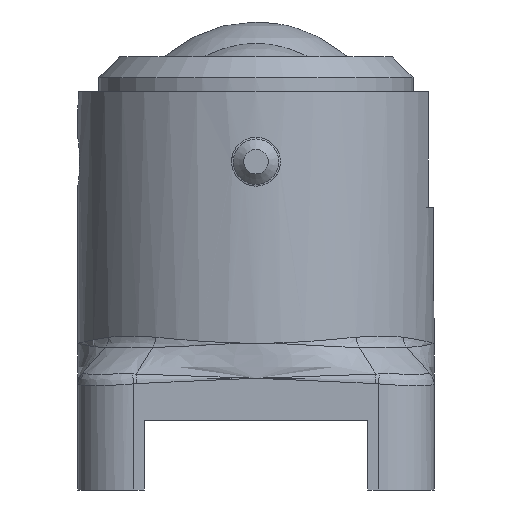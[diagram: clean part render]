
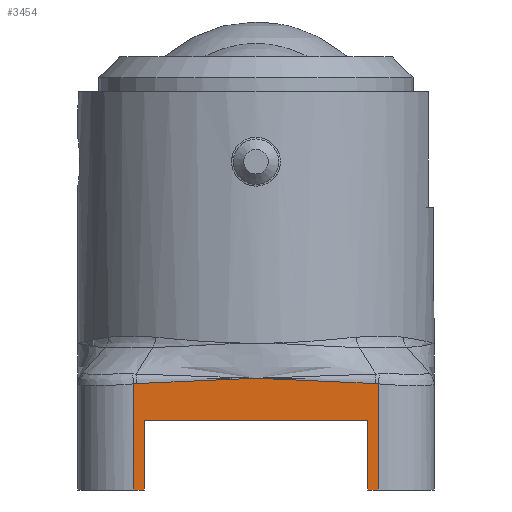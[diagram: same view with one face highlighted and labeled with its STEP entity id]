
A CAD part, left-side view. The second image highlights one B-rep face of the part: STEP entity #3454.
In plain terms, the highlighted planar face has unit normal (-1, 0, 0).
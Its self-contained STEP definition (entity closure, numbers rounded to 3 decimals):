
#2960=CARTESIAN_POINT('',(-25.5,-16.,0.0));
#2961=VERTEX_POINT('',#2960);
#2968=CARTESIAN_POINT('',(-25.5,-16.,10.));
#2969=VERTEX_POINT('',#2968);
#2970=CARTESIAN_POINT('',(-25.5,-16.,10.));
#2971=DIRECTION('',(0.0,0.0,-1.0));
#2972=VECTOR('',#2971,10.);
#2973=LINE('',#2970,#2972);
#2974=EDGE_CURVE('',#2969,#2961,#2973,.T.);
#3000=CARTESIAN_POINT('',(-25.5,16.0,10.));
#3001=VERTEX_POINT('',#3000);
#3008=CARTESIAN_POINT('',(-25.5,16.,0.0));
#3009=VERTEX_POINT('',#3008);
#3010=CARTESIAN_POINT('',(-25.5,16.,0.0));
#3011=DIRECTION('',(0.0,0.0,1.0));
#3012=VECTOR('',#3011,10.);
#3013=LINE('',#3010,#3012);
#3014=EDGE_CURVE('',#3009,#3001,#3013,.T.);
#3037=CARTESIAN_POINT('',(-25.5,16.0,10.));
#3038=DIRECTION('',(0.0,-1.0,0.0));
#3039=VECTOR('',#3038,32.0);
#3040=LINE('',#3037,#3039);
#3041=EDGE_CURVE('',#3001,#2969,#3040,.T.);
#3259=CARTESIAN_POINT('',(-25.5,-17.5,0.0));
#3260=VERTEX_POINT('',#3259);
#3268=CARTESIAN_POINT('',(-25.5,-16.,0.0));
#3269=DIRECTION('',(0.0,-1.0,0.0));
#3270=VECTOR('',#3269,1.5);
#3271=LINE('',#3268,#3270);
#3272=EDGE_CURVE('',#2961,#3260,#3271,.T.);
#3283=CARTESIAN_POINT('',(-25.5,17.5,0.0));
#3284=VERTEX_POINT('',#3283);
#3285=CARTESIAN_POINT('',(-25.5,17.5,0.0));
#3286=DIRECTION('',(0.0,-1.0,0.0));
#3287=VECTOR('',#3286,1.5);
#3288=LINE('',#3285,#3287);
#3289=EDGE_CURVE('',#3284,#3009,#3288,.T.);
#3342=CARTESIAN_POINT('',(-25.5,-17.5,0.0));
#3343=DIRECTION('',(-1.0,0.0,0.0));
#3344=DIRECTION('',(0.0,0.0,1.0));
#3345=AXIS2_PLACEMENT_3D('',#3342,#3343,#3344);
#3346=PLANE('',#3345);
#3347=ORIENTED_EDGE('',*,*,#3014,.T.);
#3348=ORIENTED_EDGE('',*,*,#3041,.T.);
#3349=ORIENTED_EDGE('',*,*,#2974,.T.);
#3350=ORIENTED_EDGE('',*,*,#3272,.T.);
#3351=CARTESIAN_POINT('',(-25.5,-17.5,15.198));
#3352=VERTEX_POINT('',#3351);
#3353=CARTESIAN_POINT('',(-25.5,-17.5,0.0));
#3354=DIRECTION('',(0.0,0.0,1.0));
#3355=VECTOR('',#3354,15.198);
#3356=LINE('',#3353,#3355);
#3357=EDGE_CURVE('',#3260,#3352,#3356,.T.);
#3358=ORIENTED_EDGE('',*,*,#3357,.T.);
#3359=CARTESIAN_POINT('',(-25.5,-17.056,15.238));
#3360=VERTEX_POINT('',#3359);
#3361=CARTESIAN_POINT('',(-25.5,-17.056,15.238));
#3362=CARTESIAN_POINT('',(-25.5,-17.204,15.23));
#3363=CARTESIAN_POINT('',(-25.5,-17.352,15.216));
#3364=CARTESIAN_POINT('',(-25.5,-17.5,15.198));
#3365=B_SPLINE_CURVE_WITH_KNOTS('',3,(#3361,#3362,#3363,#3364),.UNSPECIFIED.,.F.,.U.,(4,4),(0.,0.045),.UNSPECIFIED.);
#3366=EDGE_CURVE('',#3360,#3352,#3365,.T.);
#3367=ORIENTED_EDGE('',*,*,#3366,.F.);
#3368=CARTESIAN_POINT('',(-25.5,-0.038,16.));
#3369=VERTEX_POINT('',#3368);
#3370=CARTESIAN_POINT('',(-25.5,0.,16.));
#3371=CARTESIAN_POINT('',(-25.5,-0.067,16.));
#3372=CARTESIAN_POINT('',(-25.5,-0.134,16.));
#3373=CARTESIAN_POINT('',(-25.5,-1.326,15.998));
#3374=CARTESIAN_POINT('',(-25.5,-3.576,15.972));
#3375=CARTESIAN_POINT('',(-25.5,-6.949,15.861));
#3376=CARTESIAN_POINT('',(-25.5,-10.32,15.682));
#3377=CARTESIAN_POINT('',(-25.5,-13.126,15.495));
#3378=CARTESIAN_POINT('',(-25.5,-15.091,15.362));
#3379=CARTESIAN_POINT('',(-25.5,-16.213,15.289));
#3380=CARTESIAN_POINT('',(-25.5,-16.775,15.254));
#3381=CARTESIAN_POINT('',(-25.5,-17.056,15.238));
#3382=B_SPLINE_CURVE_WITH_KNOTS('',3,(#3370,#3371,#3372,#3373,#3374,#3375,#3376,#3377,#3378,#3379,#3380,#3381),.UNSPECIFIED.,.F.,.U.,(4,2,1,1,1,1,1,1,4),(-0.02,0.,0.338,0.675,1.013,1.35,1.519,1.603,1.688),.UNSPECIFIED.);
#3383=EDGE_CURVE('',#3369,#3360,#3382,.T.);
#3384=ORIENTED_EDGE('',*,*,#3383,.F.);
#3385=CARTESIAN_POINT('',(-25.5,0.0,16.0));
#3386=VERTEX_POINT('',#3385);
#3387=CARTESIAN_POINT('',(-25.5,0.,16.));
#3388=CARTESIAN_POINT('',(-25.5,-0.067,16.));
#3389=CARTESIAN_POINT('',(-25.5,-0.134,16.));
#3390=CARTESIAN_POINT('',(-25.5,-1.326,15.998));
#3391=CARTESIAN_POINT('',(-25.5,-3.576,15.972));
#3392=CARTESIAN_POINT('',(-25.5,-6.949,15.861));
#3393=CARTESIAN_POINT('',(-25.5,-10.32,15.682));
#3394=CARTESIAN_POINT('',(-25.5,-13.126,15.495));
#3395=CARTESIAN_POINT('',(-25.5,-15.091,15.362));
#3396=CARTESIAN_POINT('',(-25.5,-16.213,15.289));
#3397=CARTESIAN_POINT('',(-25.5,-16.775,15.254));
#3398=CARTESIAN_POINT('',(-25.5,-17.056,15.238));
#3399=B_SPLINE_CURVE_WITH_KNOTS('',3,(#3387,#3388,#3389,#3390,#3391,#3392,#3393,#3394,#3395,#3396,#3397,#3398),.UNSPECIFIED.,.F.,.U.,(4,2,1,1,1,1,1,1,4),(-0.02,0.,0.338,0.675,1.013,1.35,1.519,1.603,1.688),.UNSPECIFIED.);
#3400=EDGE_CURVE('',#3386,#3369,#3399,.T.);
#3401=ORIENTED_EDGE('',*,*,#3400,.F.);
#3402=CARTESIAN_POINT('',(-25.5,0.1,16.));
#3403=VERTEX_POINT('',#3402);
#3404=CARTESIAN_POINT('',(-25.5,17.056,15.238));
#3405=CARTESIAN_POINT('',(-25.5,16.775,15.254));
#3406=CARTESIAN_POINT('',(-25.5,16.213,15.289));
#3407=CARTESIAN_POINT('',(-25.5,15.091,15.362));
#3408=CARTESIAN_POINT('',(-25.5,13.126,15.495));
#3409=CARTESIAN_POINT('',(-25.5,10.32,15.682));
#3410=CARTESIAN_POINT('',(-25.5,6.949,15.861));
#3411=CARTESIAN_POINT('',(-25.5,3.576,15.972));
#3412=CARTESIAN_POINT('',(-25.5,1.326,15.998));
#3413=CARTESIAN_POINT('',(-25.5,0.134,16.));
#3414=CARTESIAN_POINT('',(-25.5,0.067,16.));
#3415=CARTESIAN_POINT('',(-25.5,0.,16.));
#3416=B_SPLINE_CURVE_WITH_KNOTS('',3,(#3404,#3405,#3406,#3407,#3408,#3409,#3410,#3411,#3412,#3413,#3414,#3415),.UNSPECIFIED.,.F.,.U.,(4,1,1,1,1,1,1,2,4),(0.0,0.084,0.169,0.338,0.675,1.013,1.35,1.688,1.708),.UNSPECIFIED.);
#3417=EDGE_CURVE('',#3403,#3386,#3416,.T.);
#3418=ORIENTED_EDGE('',*,*,#3417,.F.);
#3419=CARTESIAN_POINT('',(-25.5,17.056,15.238));
#3420=VERTEX_POINT('',#3419);
#3421=CARTESIAN_POINT('',(-25.5,17.056,15.238));
#3422=CARTESIAN_POINT('',(-25.5,16.775,15.254));
#3423=CARTESIAN_POINT('',(-25.5,16.213,15.289));
#3424=CARTESIAN_POINT('',(-25.5,15.091,15.362));
#3425=CARTESIAN_POINT('',(-25.5,13.126,15.495));
#3426=CARTESIAN_POINT('',(-25.5,10.32,15.682));
#3427=CARTESIAN_POINT('',(-25.5,6.949,15.861));
#3428=CARTESIAN_POINT('',(-25.5,3.576,15.972));
#3429=CARTESIAN_POINT('',(-25.5,1.326,15.998));
#3430=CARTESIAN_POINT('',(-25.5,0.134,16.));
#3431=CARTESIAN_POINT('',(-25.5,0.067,16.));
#3432=CARTESIAN_POINT('',(-25.5,0.,16.));
#3433=B_SPLINE_CURVE_WITH_KNOTS('',3,(#3421,#3422,#3423,#3424,#3425,#3426,#3427,#3428,#3429,#3430,#3431,#3432),.UNSPECIFIED.,.F.,.U.,(4,1,1,1,1,1,1,2,4),(0.0,0.084,0.169,0.338,0.675,1.013,1.35,1.688,1.708),.UNSPECIFIED.);
#3434=EDGE_CURVE('',#3420,#3403,#3433,.T.);
#3435=ORIENTED_EDGE('',*,*,#3434,.F.);
#3436=CARTESIAN_POINT('',(-25.5,17.5,15.198));
#3437=VERTEX_POINT('',#3436);
#3438=CARTESIAN_POINT('',(-25.5,17.5,15.198));
#3439=CARTESIAN_POINT('',(-25.5,17.352,15.216));
#3440=CARTESIAN_POINT('',(-25.5,17.204,15.23));
#3441=CARTESIAN_POINT('',(-25.5,17.056,15.238));
#3442=B_SPLINE_CURVE_WITH_KNOTS('',3,(#3438,#3439,#3440,#3441),.UNSPECIFIED.,.F.,.U.,(4,4),(0.,0.045),.UNSPECIFIED.);
#3443=EDGE_CURVE('',#3437,#3420,#3442,.T.);
#3444=ORIENTED_EDGE('',*,*,#3443,.F.);
#3445=CARTESIAN_POINT('',(-25.5,17.5,0.0));
#3446=DIRECTION('',(0.0,0.0,1.0));
#3447=VECTOR('',#3446,15.198);
#3448=LINE('',#3445,#3447);
#3449=EDGE_CURVE('',#3284,#3437,#3448,.T.);
#3450=ORIENTED_EDGE('',*,*,#3449,.F.);
#3451=ORIENTED_EDGE('',*,*,#3289,.T.);
#3452=EDGE_LOOP('',(#3347,#3348,#3349,#3350,#3358,#3367,#3384,#3401,#3418,#3435,#3444,#3450,#3451));
#3453=FACE_OUTER_BOUND('',#3452,.T.);
#3454=ADVANCED_FACE('',(#3453),#3346,.T.);
